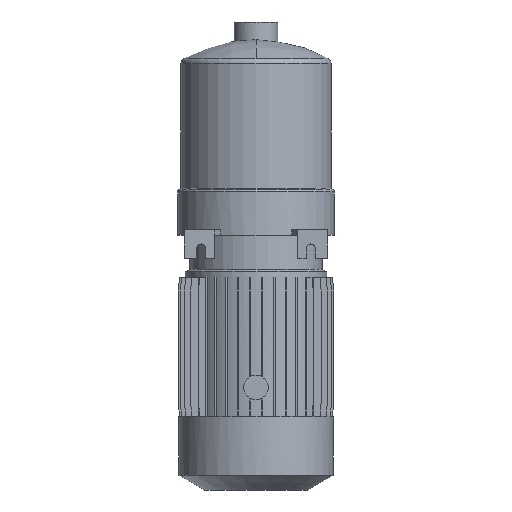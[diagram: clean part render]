
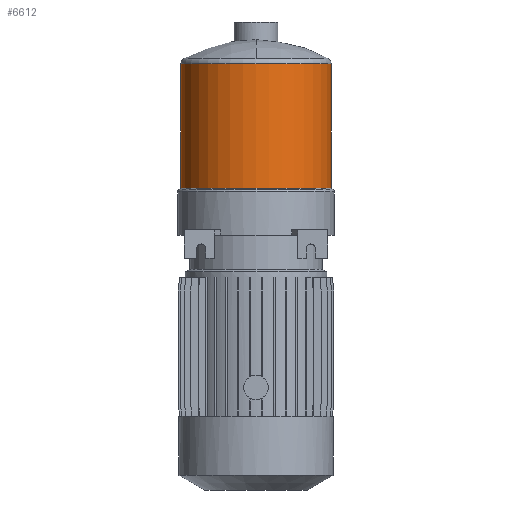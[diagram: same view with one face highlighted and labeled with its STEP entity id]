
A CAD part, front view. The second image highlights one B-rep face of the part: STEP entity #6612.
In plain terms, the highlighted cylindrical face has radius 76.5 mm (diameter 153 mm), a partial arc.
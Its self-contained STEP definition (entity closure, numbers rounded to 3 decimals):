
#513 = LINE ( 'NONE', #9985, #7846 ) ;
#556 = AXIS2_PLACEMENT_3D ( 'NONE', #837, #8441, #3850 ) ;
#837 = CARTESIAN_POINT ( 'NONE',  ( 0., 0., -26.5 ) ) ;
#922 = VERTEX_POINT ( 'NONE', #10038 ) ;
#1579 = VERTEX_POINT ( 'NONE', #6502 ) ;
#1911 = CYLINDRICAL_SURFACE ( 'NONE', #6309, 76.5 ) ;
#1972 = LINE ( 'NONE', #6716, #4693 ) ;
#2000 = EDGE_CURVE ( 'NONE', #922, #9584, #9955, .T. ) ;
#2005 = ORIENTED_EDGE ( 'NONE', *, *, #2000, .T. ) ;
#2013 = EDGE_CURVE ( 'NONE', #1579, #9584, #513, .T. ) ;
#2772 = DIRECTION ( 'NONE',  ( 1., 0., 0. ) ) ;
#3769 = ORIENTED_EDGE ( 'NONE', *, *, #4446, .T. ) ;
#3850 = DIRECTION ( 'NONE',  ( 1., 0., 0. ) ) ;
#4446 = EDGE_CURVE ( 'NONE', #1579, #5035, #4954, .T. ) ;
#4549 = CARTESIAN_POINT ( 'NONE',  ( 0., 0., 100.562 ) ) ;
#4693 = VECTOR ( 'NONE', #9816, 1000. ) ;
#4899 = CARTESIAN_POINT ( 'NONE',  ( 76.5, 0., -26.5 ) ) ;
#4922 = ORIENTED_EDGE ( 'NONE', *, *, #7952, .T. ) ;
#4954 = CIRCLE ( 'NONE', #556, 76.5 ) ;
#5022 = CARTESIAN_POINT ( 'NONE',  ( 0., 0., 143. ) ) ;
#5035 = VERTEX_POINT ( 'NONE', #4899 ) ;
#5244 = DIRECTION ( 'NONE',  ( -1., 0., 0. ) ) ;
#5928 = FACE_OUTER_BOUND ( 'NONE', #9405, .T. ) ;
#6309 = AXIS2_PLACEMENT_3D ( 'NONE', #5022, #9797, #2772 ) ;
#6502 = CARTESIAN_POINT ( 'NONE',  ( -76.5, 0., -26.5 ) ) ;
#6612 = ADVANCED_FACE ( 'NONE', ( #5928 ), #1911, .T. ) ;
#6716 = CARTESIAN_POINT ( 'NONE',  ( 76.5, 0., 143. ) ) ;
#6730 = DIRECTION ( 'NONE',  ( 0., 0., 1. ) ) ;
#6884 = DIRECTION ( 'NONE',  ( 0., 0., -1. ) ) ;
#7846 = VECTOR ( 'NONE', #6730, 1000. ) ;
#7952 = EDGE_CURVE ( 'NONE', #5035, #922, #1972, .T. ) ;
#8353 = AXIS2_PLACEMENT_3D ( 'NONE', #4549, #6884, #5244 ) ;
#8391 = CARTESIAN_POINT ( 'NONE',  ( -76.5, 0., 100.562 ) ) ;
#8441 = DIRECTION ( 'NONE',  ( 0., 0., 1. ) ) ;
#9405 = EDGE_LOOP ( 'NONE', ( #9766, #3769, #4922, #2005 ) ) ;
#9584 = VERTEX_POINT ( 'NONE', #8391 ) ;
#9766 = ORIENTED_EDGE ( 'NONE', *, *, #2013, .F. ) ;
#9797 = DIRECTION ( 'NONE',  ( 0., 0., 1. ) ) ;
#9816 = DIRECTION ( 'NONE',  ( 0., 0., 1. ) ) ;
#9955 = CIRCLE ( 'NONE', #8353, 76.5 ) ;
#9985 = CARTESIAN_POINT ( 'NONE',  ( -76.5, 0., 143. ) ) ;
#10038 = CARTESIAN_POINT ( 'NONE',  ( 76.5, 0., 100.562 ) ) ;
